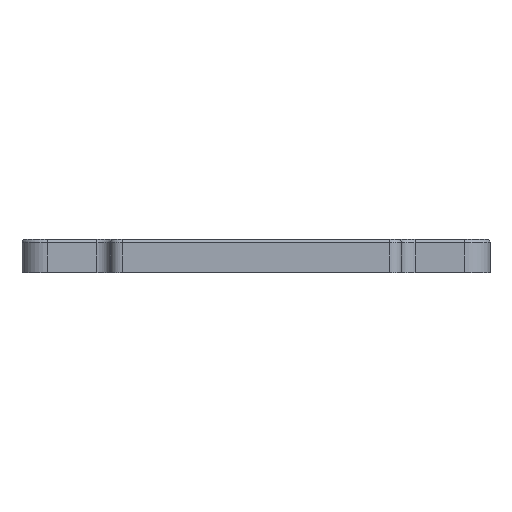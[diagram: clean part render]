
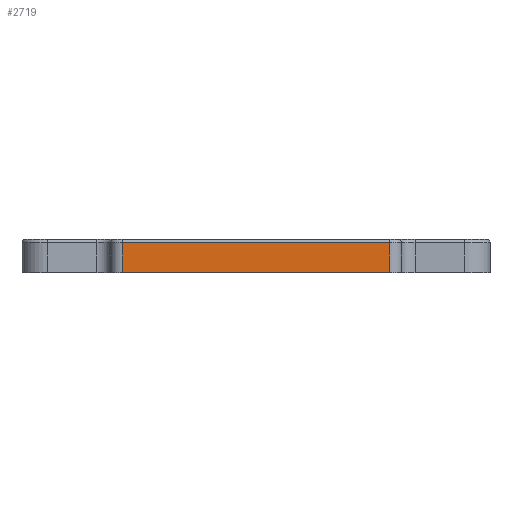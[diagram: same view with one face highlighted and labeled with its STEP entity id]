
A CAD part, front view. The second image highlights one B-rep face of the part: STEP entity #2719.
In plain terms, the highlighted planar face has unit normal (0, -1, 0).
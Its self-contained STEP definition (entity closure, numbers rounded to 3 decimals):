
#984 = VERTEX_POINT('',#985);
#985 = CARTESIAN_POINT('',(-85.,-135.,19.));
#1064 = VERTEX_POINT('',#1065);
#1065 = CARTESIAN_POINT('',(85.,-135.,19.));
#1072 = EDGE_CURVE('',#1064,#984,#1073,.T.);
#1073 = LINE('',#1074,#1075);
#1074 = CARTESIAN_POINT('',(85.,-135.,19.));
#1075 = VECTOR('',#1076,1.);
#1076 = DIRECTION('',(-1.,-0.,-0.));
#2665 = EDGE_CURVE('',#2666,#984,#2668,.T.);
#2666 = VERTEX_POINT('',#2667);
#2667 = CARTESIAN_POINT('',(-85.,-135.,0.));
#2668 = LINE('',#2669,#2670);
#2669 = CARTESIAN_POINT('',(-85.,-135.,0.));
#2670 = VECTOR('',#2671,1.);
#2671 = DIRECTION('',(0.,0.,1.));
#2719 = ADVANCED_FACE('',(#2720),#2738,.F.);
#2720 = FACE_BOUND('',#2721,.F.);
#2721 = EDGE_LOOP('',(#2722,#2723,#2724,#2732));
#2722 = ORIENTED_EDGE('',*,*,#2665,.T.);
#2723 = ORIENTED_EDGE('',*,*,#1072,.F.);
#2724 = ORIENTED_EDGE('',*,*,#2725,.F.);
#2725 = EDGE_CURVE('',#2726,#1064,#2728,.T.);
#2726 = VERTEX_POINT('',#2727);
#2727 = CARTESIAN_POINT('',(85.,-135.,0.));
#2728 = LINE('',#2729,#2730);
#2729 = CARTESIAN_POINT('',(85.,-135.,0.));
#2730 = VECTOR('',#2731,1.);
#2731 = DIRECTION('',(0.,0.,1.));
#2732 = ORIENTED_EDGE('',*,*,#2733,.F.);
#2733 = EDGE_CURVE('',#2666,#2726,#2734,.T.);
#2734 = LINE('',#2735,#2736);
#2735 = CARTESIAN_POINT('',(-85.,-135.,0.));
#2736 = VECTOR('',#2737,1.);
#2737 = DIRECTION('',(1.,0.,0.));
#2738 = PLANE('',#2739);
#2739 = AXIS2_PLACEMENT_3D('',#2740,#2741,#2742);
#2740 = CARTESIAN_POINT('',(-85.,-135.,0.));
#2741 = DIRECTION('',(0.,1.,0.));
#2742 = DIRECTION('',(1.,0.,0.));
